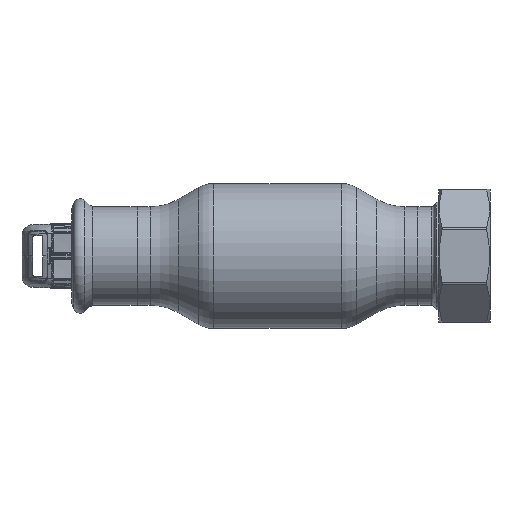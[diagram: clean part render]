
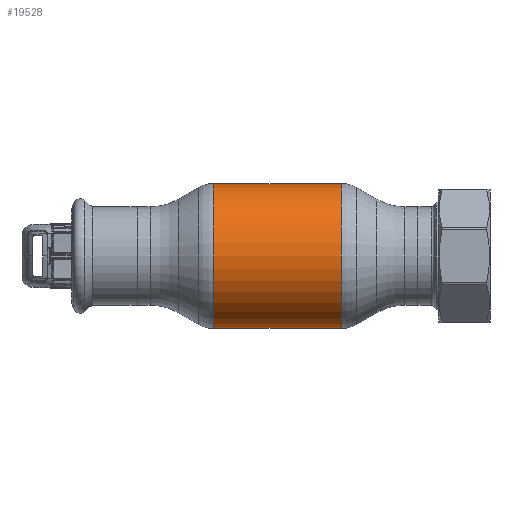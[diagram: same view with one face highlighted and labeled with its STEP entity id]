
A CAD part, front view. The second image highlights one B-rep face of the part: STEP entity #19528.
In plain terms, the highlighted cylindrical face has radius 28.25 mm (diameter 56.5 mm), a partial arc.
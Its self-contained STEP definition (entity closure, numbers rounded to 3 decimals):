
#653 = ORIENTED_EDGE ( 'NONE', *, *, #61427, .F. ) ;
#3747 = VERTEX_POINT ( 'NONE', #47453 ) ;
#12015 = VERTEX_POINT ( 'NONE', #56550 ) ;
#14584 = VERTEX_POINT ( 'NONE', #33758 ) ;
#14799 = DIRECTION ( 'NONE',  ( -1., 0., 0. ) ) ;
#15161 = DIRECTION ( 'NONE',  ( -1., 0., 0. ) ) ;
#15425 = CARTESIAN_POINT ( 'NONE',  ( 24.785, 0., -28.25 ) ) ;
#17617 = DIRECTION ( 'NONE',  ( -1., 0., 0. ) ) ;
#19528 = ADVANCED_FACE ( 'NONE', ( #33744 ), #30679, .T. ) ;
#21166 = AXIS2_PLACEMENT_3D ( 'NONE', #40669, #17617, #36268 ) ;
#21944 = CIRCLE ( 'NONE', #21166, 28.25 ) ;
#24000 = EDGE_LOOP ( 'NONE', ( #653, #52506, #40634, #51096 ) ) ;
#24038 = CIRCLE ( 'NONE', #52950, 28.25 ) ;
#24166 = CARTESIAN_POINT ( 'NONE',  ( -62.69, 0., 0. ) ) ;
#24183 = DIRECTION ( 'NONE',  ( 0., 0., 1. ) ) ;
#27911 = AXIS2_PLACEMENT_3D ( 'NONE', #24166, #15161, #48638 ) ;
#29927 = VERTEX_POINT ( 'NONE', #15425 ) ;
#30220 = EDGE_CURVE ( 'NONE', #12015, #3747, #24038, .T. ) ;
#30679 = CYLINDRICAL_SURFACE ( 'NONE', #27911, 28.25 ) ;
#30947 = VECTOR ( 'NONE', #14799, 1000. ) ;
#33744 = FACE_OUTER_BOUND ( 'NONE', #24000, .T. ) ;
#33758 = CARTESIAN_POINT ( 'NONE',  ( 24.785, 0., 28.25 ) ) ;
#36023 = EDGE_CURVE ( 'NONE', #14584, #3747, #50159, .T. ) ;
#36268 = DIRECTION ( 'NONE',  ( 0., 0., 1. ) ) ;
#37440 = VECTOR ( 'NONE', #46215, 1000. ) ;
#40634 = ORIENTED_EDGE ( 'NONE', *, *, #36023, .T. ) ;
#40669 = CARTESIAN_POINT ( 'NONE',  ( 24.785, 0., 0. ) ) ;
#41396 = CARTESIAN_POINT ( 'NONE',  ( -62.69, 0., 28.25 ) ) ;
#46215 = DIRECTION ( 'NONE',  ( -1., 0., 0. ) ) ;
#47003 = CARTESIAN_POINT ( 'NONE',  ( -24.785, 0., 0. ) ) ;
#47453 = CARTESIAN_POINT ( 'NONE',  ( -24.785, 0., 28.25 ) ) ;
#48471 = CARTESIAN_POINT ( 'NONE',  ( -62.69, 0., -28.25 ) ) ;
#48638 = DIRECTION ( 'NONE',  ( 0., 0., 1. ) ) ;
#50159 = LINE ( 'NONE', #41396, #37440 ) ;
#51096 = ORIENTED_EDGE ( 'NONE', *, *, #30220, .F. ) ;
#51922 = LINE ( 'NONE', #48471, #30947 ) ;
#52506 = ORIENTED_EDGE ( 'NONE', *, *, #56599, .T. ) ;
#52950 = AXIS2_PLACEMENT_3D ( 'NONE', #47003, #61159, #24183 ) ;
#56550 = CARTESIAN_POINT ( 'NONE',  ( -24.785, 0., -28.25 ) ) ;
#56599 = EDGE_CURVE ( 'NONE', #29927, #14584, #21944, .T. ) ;
#61159 = DIRECTION ( 'NONE',  ( -1., 0., 0. ) ) ;
#61427 = EDGE_CURVE ( 'NONE', #29927, #12015, #51922, .T. ) ;
